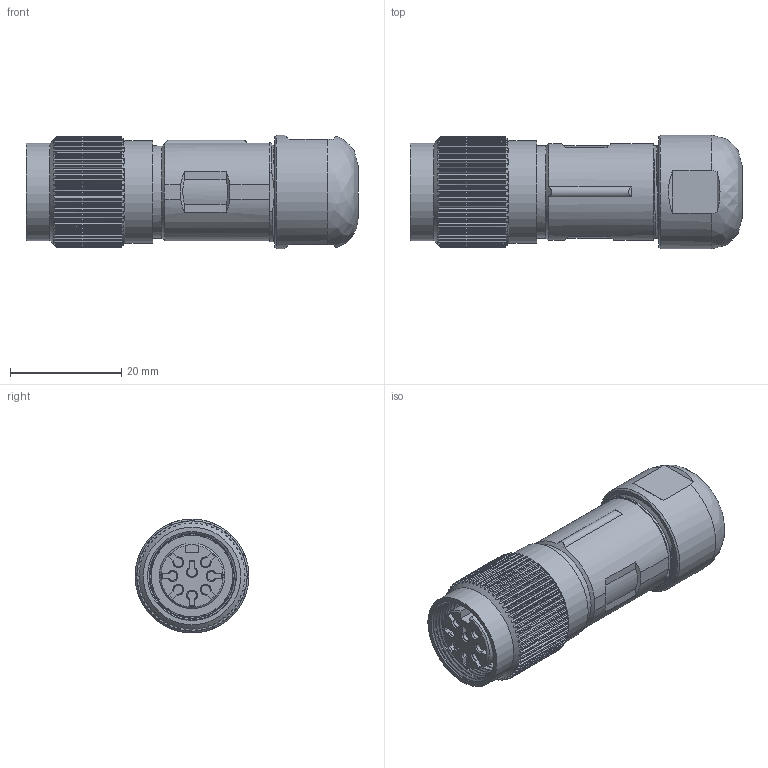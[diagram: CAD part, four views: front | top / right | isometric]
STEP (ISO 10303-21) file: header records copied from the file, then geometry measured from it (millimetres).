
FILE_DESCRIPTION(/* description */ (''),/* implementation_level */ '2;1');
FILE_NAME(/* name */ 'c091 11d008 000 4 unxc001-01.stp',/* time_stamp */ '2019-07-08T11:50:44+02:00',/* author */ (''),/* organization */ (''),/* preprocessor_version */ 'ST-DEVELOPER v16.7',/* originating_system */ 'SIEMENS PLM Software NX 12.0',/* authorisation */ '');
FILE_SCHEMA (('AUTOMOTIVE_DESIGN { 1 0 10303 214 3 1 1 1 }'));
Length unit declared in the file: millimetre
Products named in the file (1): c091 11d008 000 4 unxc001-01
Bounding box: 59.82 x 20.5 x 20.5 mm (x, y, z)
Volume: 15180.9 mm3; surface area: 5659.8 mm2
Topology: 1 solids, 1 shells, 512 faces, 1457 edges, 967 vertices
Faces by surface type: cylinder 274, plane 210, cone 18, bspline 10
Full cylindrical faces by diameter (mm): 6.5 x1, 8.5 x1, 14.7 x1, 14.8 x1, 15 x1, 15.2 x1, 16.6 x1, 16.7 x1, 17.6 x1, 18.5 x1, 20.5 x1
Entity records: 19971 total; most frequent: CARTESIAN_POINT 7733, ORIENTED_EDGE 2858, DIRECTION 1861, EDGE_CURVE 1429, VERTEX_POINT 958, AXIS2_PLACEMENT_3D 717, B_SPLINE_CURVE_WITH_KNOTS 668, EDGE_LOOP 551
